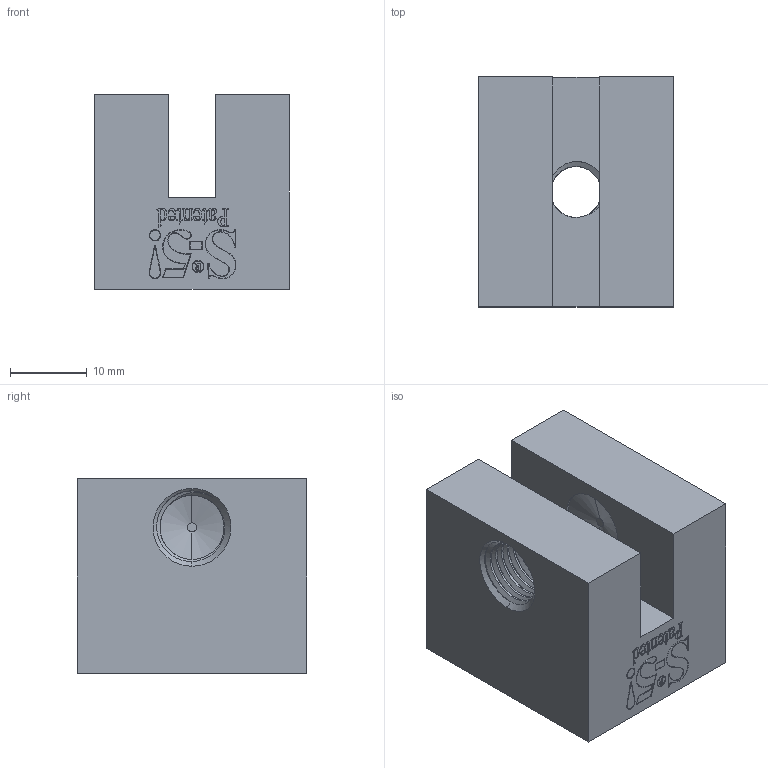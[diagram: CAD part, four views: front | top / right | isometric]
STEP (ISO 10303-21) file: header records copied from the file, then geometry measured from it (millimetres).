
FILE_DESCRIPTION (( 'STEP AP203' ), '1' );
FILE_NAME ('S-5-B Mini.STEP', '2016-12-15T16:37:51', ( '' ), ( '' ), 'SwSTEP 2.0', 'SolidWorks 2017', '' );
FILE_SCHEMA (( 'CONFIG_CONTROL_DESIGN' ));
Products named in the file (1): S-5-B Mini
Bounding box: 25.4 x 30 x 25.4 mm (x, y, z)
Volume: 15710.8 mm3; surface area: 5638.8 mm2
Topology: 1 solids, 1 shells, 565 faces, 1568 edges, 1043 vertices
Faces by surface type: plane 255, bspline 203, cylinder 96, cone 11
Entity records: 32471 total; most frequent: CARTESIAN_POINT 19863, ORIENTED_EDGE 3136, DIRECTION 1723, EDGE_CURVE 1568, VERTEX_POINT 1043, LINE 921, VECTOR 921, EDGE_LOOP 607
